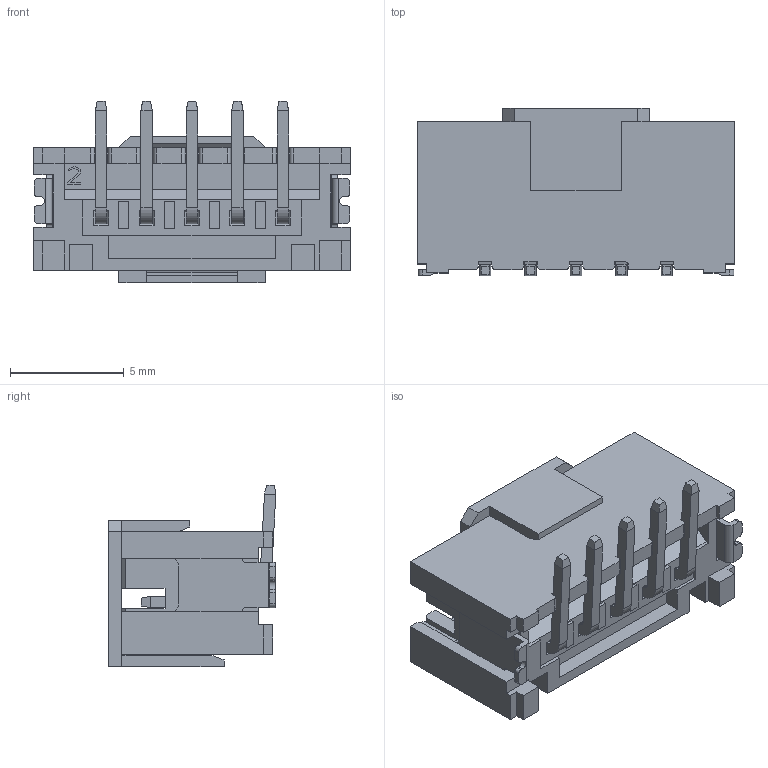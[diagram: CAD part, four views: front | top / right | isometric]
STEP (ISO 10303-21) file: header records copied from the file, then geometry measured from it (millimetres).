
FILE_DESCRIPTION((''),'2;1');
FILE_NAME('200-WTB-F-ST-SMT-CONN-5P','2021-08-02T',('Administrator'),(''),'CREO PARAMETRIC BY PTC INC, 2014500','CREO PARAMETRIC BY PTC INC, 2014500','');
FILE_SCHEMA(('CONFIG_CONTROL_DESIGN'));
Length unit declared in the file: millimetre
Products named in the file (1): 200-WTB-F-ST-SMT-CONN-5P
Bounding box: 13.95 x 7.38 x 8 mm (x, y, z)
Volume: 257.9 mm3; surface area: 903.7 mm2
Topology: 1 solids, 1 shells, 517 faces, 1434 edges, 922 vertices
Faces by surface type: plane 442, cylinder 75
Entity records: 16251 total; most frequent: CARTESIAN_POINT 2877, ORIENTED_EDGE 2868, DIRECTION 2622, EDGE_CURVE 1434, VECTOR 1278, LINE 1278, VERTEX_POINT 922, AXIS2_PLACEMENT_3D 672
